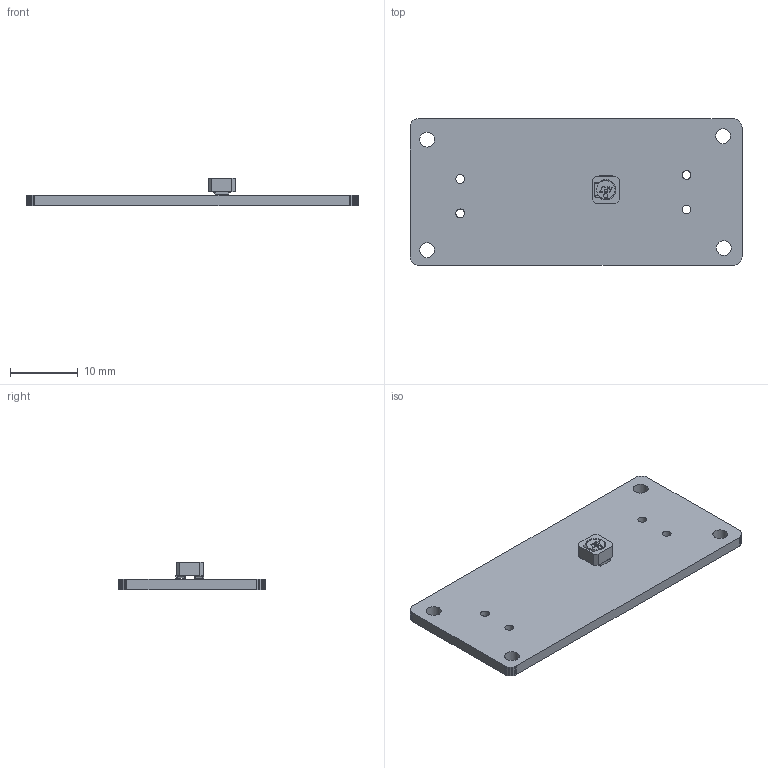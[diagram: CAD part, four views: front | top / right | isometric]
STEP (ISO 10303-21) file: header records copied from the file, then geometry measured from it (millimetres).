
FILE_DESCRIPTION(('KiCad electronic assembly'),'2;1');
FILE_NAME('Buck_Converter.step','2024-01-22T16:02:44',('Pcbnew'),( 'Kicad'),'Open CASCADE STEP processor 7.7','KiCad to STEP converter' ,'Unknown');
FILE_SCHEMA(('AUTOMOTIVE_DESIGN { 1 0 10303 214 1 1 1 1 }'));
Length unit declared in the file: millimetre
Products named in the file (4): Buck_Converter 1; VLCF4024T-100MR90-2; COMPOUND; _autosave-Buck_Converter PCB
Assembly tree (3 placements, depth 3):
  Buck_Converter 1
    VLCF4024T-100MR90-2
      COMPOUND
    _autosave-Buck_Converter PCB
Bounding box: 49 x 21.68 x 4.13 mm (x, y, z)
Volume: 1674.6 mm3; surface area: 2489.2 mm2
Topology: 5 solids, 5 shells, 177 faces, 474 edges, 313 vertices
Faces by surface type: plane 137, cylinder 32, bspline 5, torus 3
Full cylindrical faces by diameter (mm): 1.3 x4, 2.2 x4
Entity records: 13574 total; most frequent: CARTESIAN_POINT 3085, DIRECTION 1737, LINE 1241, VECTOR 1241, ORIENTED_EDGE 948, PCURVE 948, DEFINITIONAL_REPRESENTATION 948, EDGE_CURVE 474
